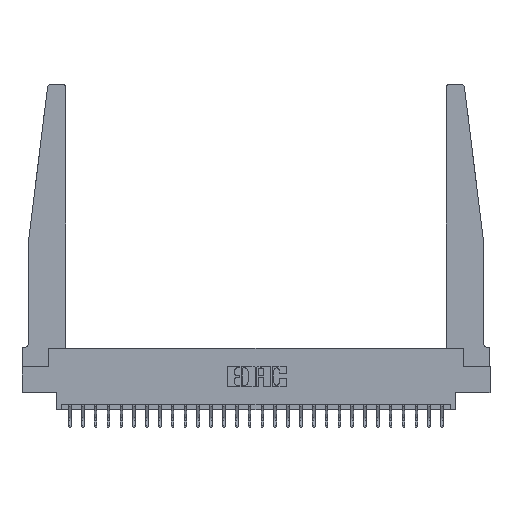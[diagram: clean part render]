
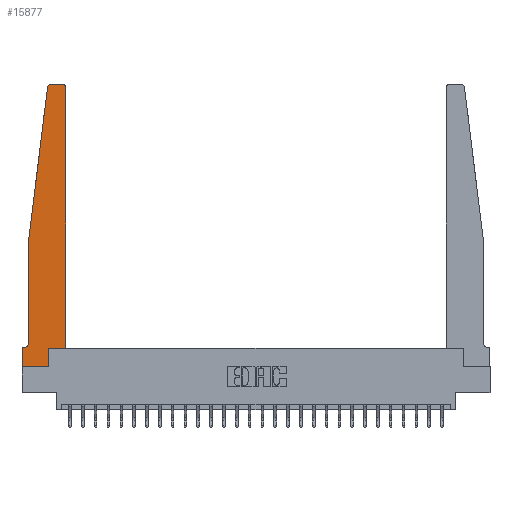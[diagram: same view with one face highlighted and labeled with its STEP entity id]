
A CAD part, top view. The second image highlights one B-rep face of the part: STEP entity #15877.
In plain terms, the highlighted planar face has unit normal (0, 0, 1).
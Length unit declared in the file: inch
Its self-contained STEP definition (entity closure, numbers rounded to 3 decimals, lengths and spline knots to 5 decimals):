
#312 = EDGE_CURVE ( 'NONE', #20844, #14903, #5180, .T. ) ;
#691 = CARTESIAN_POINT ( 'NONE',  ( 0., 0.1875, 0.37 ) ) ;
#1306 = CARTESIAN_POINT ( 'NONE',  ( 0., 0., 0.37 ) ) ;
#1977 = CARTESIAN_POINT ( 'NONE',  ( 0.27653, 2.75, 0.37 ) ) ;
#2190 = AXIS2_PLACEMENT_3D ( 'NONE', #15853, #3549, #17894 ) ;
#2681 = EDGE_CURVE ( 'NONE', #15659, #12566, #26016, .T. ) ;
#2989 = CARTESIAN_POINT ( 'NONE',  ( 0.395, 2.72, 0.37 ) ) ;
#3091 = DIRECTION ( 'NONE',  ( -0.122, -0.992, 0. ) ) ;
#3373 = DIRECTION ( 'NONE',  ( 1., 0., 0. ) ) ;
#3549 = DIRECTION ( 'NONE',  ( 0., 0., 1. ) ) ;
#5029 = DIRECTION ( 'NONE',  ( 1., 0., 0. ) ) ;
#5176 = EDGE_CURVE ( 'NONE', #9833, #13752, #9993, .T. ) ;
#5180 = LINE ( 'NONE', #8109, #11304 ) ;
#5229 = EDGE_CURVE ( 'NONE', #12566, #12273, #8710, .T. ) ;
#5440 = VECTOR ( 'NONE', #3091, 39.37008 ) ;
#6130 = LINE ( 'NONE', #15382, #5440 ) ;
#6196 = ORIENTED_EDGE ( 'NONE', *, *, #17431, .T. ) ;
#6221 = AXIS2_PLACEMENT_3D ( 'NONE', #9401, #23607, #11465 ) ;
#6689 = CARTESIAN_POINT ( 'NONE',  ( 0.065, 0.1875, 0.37 ) ) ;
#6821 = CARTESIAN_POINT ( 'NONE',  ( 0.24675, 2.72367, 0.37 ) ) ;
#6856 = VERTEX_POINT ( 'NONE', #16434 ) ;
#7099 = CARTESIAN_POINT ( 'NONE',  ( 0.2605, 0.18, 0.37 ) ) ;
#7166 = ORIENTED_EDGE ( 'NONE', *, *, #24255, .T. ) ;
#8109 = CARTESIAN_POINT ( 'NONE',  ( 0.25, 2.75, 0.37 ) ) ;
#8182 = CARTESIAN_POINT ( 'NONE',  ( 0.425, 0.18, 0.37 ) ) ;
#8184 = CIRCLE ( 'NONE', #13216, 0.05 ) ;
#8548 = DIRECTION ( 'NONE',  ( 0., 0., -1. ) ) ;
#8710 = LINE ( 'NONE', #7099, #24243 ) ;
#8774 = ORIENTED_EDGE ( 'NONE', *, *, #23096, .T. ) ;
#9113 = ORIENTED_EDGE ( 'NONE', *, *, #2681, .T. ) ;
#9401 = CARTESIAN_POINT ( 'NONE',  ( 0., 0.1875, 0.37 ) ) ;
#9743 = ORIENTED_EDGE ( 'NONE', *, *, #18412, .T. ) ;
#9833 = VERTEX_POINT ( 'NONE', #8182 ) ;
#9993 = LINE ( 'NONE', #15205, #25505 ) ;
#10076 = VERTEX_POINT ( 'NONE', #6821 ) ;
#10166 = DIRECTION ( 'NONE',  ( -1., 0., 0. ) ) ;
#11047 = ORIENTED_EDGE ( 'NONE', *, *, #13554, .T. ) ;
#11146 = DIRECTION ( 'NONE',  ( 1., 0., 0. ) ) ;
#11304 = VECTOR ( 'NONE', #10166, 39.37008 ) ;
#11317 = DIRECTION ( 'NONE',  ( 0., -1., 0. ) ) ;
#11465 = DIRECTION ( 'NONE',  ( 1., 0., 0. ) ) ;
#11780 = DIRECTION ( 'NONE',  ( 0., -1., 0. ) ) ;
#12273 = VERTEX_POINT ( 'NONE', #17424 ) ;
#12566 = VERTEX_POINT ( 'NONE', #26267 ) ;
#12757 = CARTESIAN_POINT ( 'NONE',  ( 0., 0., 0.37 ) ) ;
#12833 = LINE ( 'NONE', #6689, #22934 ) ;
#13037 = EDGE_LOOP ( 'NONE', ( #20240, #8774, #6196, #11047, #21208, #9743, #25263, #9113, #24018, #7166, #25237, #14557 ) ) ;
#13216 = AXIS2_PLACEMENT_3D ( 'NONE', #20746, #8548, #22777 ) ;
#13554 = EDGE_CURVE ( 'NONE', #20217, #6856, #23343, .T. ) ;
#13752 = VERTEX_POINT ( 'NONE', #24123 ) ;
#13919 = VERTEX_POINT ( 'NONE', #20609 ) ;
#14557 = ORIENTED_EDGE ( 'NONE', *, *, #24258, .T. ) ;
#14737 = VECTOR ( 'NONE', #11146, 39.37008 ) ;
#14903 = VERTEX_POINT ( 'NONE', #1977 ) ;
#15193 = CARTESIAN_POINT ( 'NONE',  ( 0.425, 0.18, 0.37 ) ) ;
#15205 = CARTESIAN_POINT ( 'NONE',  ( 0.425, 0.18, 0.37 ) ) ;
#15382 = CARTESIAN_POINT ( 'NONE',  ( 0.065, 1.25, 0.37 ) ) ;
#15435 = CIRCLE ( 'NONE', #2190, 0.03 ) ;
#15561 = VECTOR ( 'NONE', #11780, 39.37008 ) ;
#15659 = VERTEX_POINT ( 'NONE', #12757 ) ;
#15797 = AXIS2_PLACEMENT_3D ( 'NONE', #2989, #17305, #5029 ) ;
#15853 = CARTESIAN_POINT ( 'NONE',  ( 0.27653, 2.72, 0.37 ) ) ;
#15877 = ADVANCED_FACE ( 'NONE', ( #23580 ), #21493, .T. ) ;
#16434 = CARTESIAN_POINT ( 'NONE',  ( 0.065, 0.2375, 0.37 ) ) ;
#17305 = DIRECTION ( 'NONE',  ( 0., 0., 1. ) ) ;
#17424 = CARTESIAN_POINT ( 'NONE',  ( 0.2605, 0.18, 0.37 ) ) ;
#17431 = EDGE_CURVE ( 'NONE', #10076, #20217, #6130, .T. ) ;
#17894 = DIRECTION ( 'NONE',  ( 1., 0., 0. ) ) ;
#18011 = VECTOR ( 'NONE', #11317, 39.37008 ) ;
#18412 = EDGE_CURVE ( 'NONE', #13919, #25185, #12833, .T. ) ;
#18917 = DIRECTION ( 'NONE',  ( 0., 1., 0. ) ) ;
#19582 = CARTESIAN_POINT ( 'NONE',  ( 0.065, 1.25, 0.37 ) ) ;
#20217 = VERTEX_POINT ( 'NONE', #25928 ) ;
#20240 = ORIENTED_EDGE ( 'NONE', *, *, #312, .T. ) ;
#20376 = EDGE_CURVE ( 'NONE', #6856, #13919, #8184, .T. ) ;
#20609 = CARTESIAN_POINT ( 'NONE',  ( 0.015, 0.1875, 0.37 ) ) ;
#20729 = EDGE_CURVE ( 'NONE', #25185, #15659, #26227, .T. ) ;
#20746 = CARTESIAN_POINT ( 'NONE',  ( 0.015, 0.2375, 0.37 ) ) ;
#20844 = VERTEX_POINT ( 'NONE', #22136 ) ;
#20968 = DIRECTION ( 'NONE',  ( -1., 0., 0. ) ) ;
#21208 = ORIENTED_EDGE ( 'NONE', *, *, #20376, .T. ) ;
#21493 = PLANE ( 'NONE',  #6221 ) ;
#21876 = CARTESIAN_POINT ( 'NONE',  ( 0., 0., 0.37 ) ) ;
#22136 = CARTESIAN_POINT ( 'NONE',  ( 0.395, 2.75, 0.37 ) ) ;
#22777 = DIRECTION ( 'NONE',  ( -1., 0., 0. ) ) ;
#22934 = VECTOR ( 'NONE', #20968, 39.37008 ) ;
#23096 = EDGE_CURVE ( 'NONE', #14903, #10076, #15435, .T. ) ;
#23343 = LINE ( 'NONE', #19582, #18011 ) ;
#23580 = FACE_OUTER_BOUND ( 'NONE', #13037, .T. ) ;
#23607 = DIRECTION ( 'NONE',  ( 0., 0., 1. ) ) ;
#24018 = ORIENTED_EDGE ( 'NONE', *, *, #5229, .T. ) ;
#24123 = CARTESIAN_POINT ( 'NONE',  ( 0.425, 2.72, 0.37 ) ) ;
#24243 = VECTOR ( 'NONE', #25372, 39.37008 ) ;
#24255 = EDGE_CURVE ( 'NONE', #12273, #9833, #26050, .T. ) ;
#24258 = EDGE_CURVE ( 'NONE', #13752, #20844, #25420, .T. ) ;
#25185 = VERTEX_POINT ( 'NONE', #691 ) ;
#25237 = ORIENTED_EDGE ( 'NONE', *, *, #5176, .T. ) ;
#25263 = ORIENTED_EDGE ( 'NONE', *, *, #20729, .T. ) ;
#25372 = DIRECTION ( 'NONE',  ( 0., 1., 0. ) ) ;
#25386 = VECTOR ( 'NONE', #3373, 39.37008 ) ;
#25420 = CIRCLE ( 'NONE', #15797, 0.03 ) ;
#25505 = VECTOR ( 'NONE', #18917, 39.37008 ) ;
#25928 = CARTESIAN_POINT ( 'NONE',  ( 0.065, 1.25, 0.37 ) ) ;
#26016 = LINE ( 'NONE', #1306, #25386 ) ;
#26050 = LINE ( 'NONE', #15193, #14737 ) ;
#26227 = LINE ( 'NONE', #21876, #15561 ) ;
#26267 = CARTESIAN_POINT ( 'NONE',  ( 0.2605, 0., 0.37 ) ) ;
